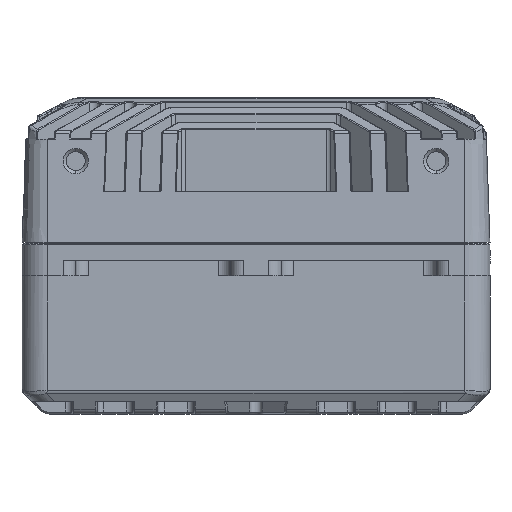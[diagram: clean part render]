
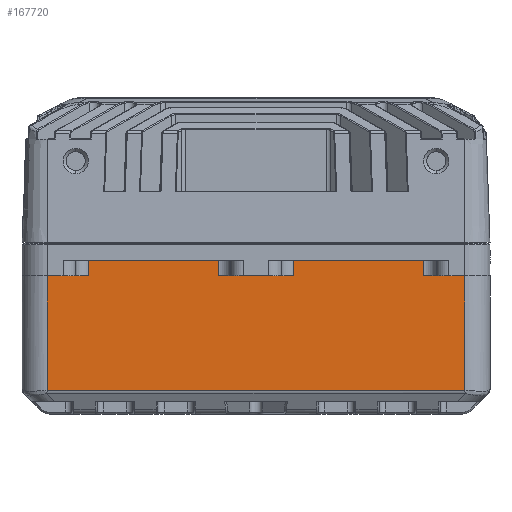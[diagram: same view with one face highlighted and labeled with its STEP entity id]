
A CAD part, left-side view. The second image highlights one B-rep face of the part: STEP entity #167720.
In plain terms, the highlighted planar face has unit normal (-1, 0, 0).
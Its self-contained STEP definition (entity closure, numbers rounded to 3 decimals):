
#145766=DIRECTION('',(0.,1.,0.));
#145767=VECTOR('',#145766,12.);
#145768=CARTESIAN_POINT('',(-17.,-6.,7.85));
#145769=LINE('',#145768,#145767);
#145839=DIRECTION('',(0.,1.,0.));
#145840=VECTOR('',#145839,6.498);
#145841=CARTESIAN_POINT('',(-17.,26.502,7.85));
#145842=LINE('',#145841,#145840);
#145875=DIRECTION('',(0.,1.,0.));
#145876=VECTOR('',#145875,6.5);
#145877=CARTESIAN_POINT('',(-17.,-33.,7.85));
#145878=LINE('',#145877,#145876);
#148926=CARTESIAN_POINT('',(-17.,-33.001,
-10.231));
#148980=DIRECTION('',(0.,0.,
-1.));
#148981=VECTOR('',#148980,18.081);
#148982=CARTESIAN_POINT('',(-17.,-33.,7.85));
#148983=LINE('',#148982,#148981);
#148987=DIRECTION('',(0.,-1.,0.));
#148988=VECTOR('',#148987,66.002);
#148989=CARTESIAN_POINT('',(-17.,33.001,
-10.231));
#148990=LINE('',#148989,#148988);
#148994=DIRECTION('',(0.,0.,1.));
#148995=VECTOR('',#148994,18.081);
#148996=CARTESIAN_POINT('',(-17.,33.001,
-10.231));
#148997=LINE('',#148996,#148995);
#149001=DIRECTION('',(0.,0.,1.));
#149002=VECTOR('',#149001,2.4);
#149003=CARTESIAN_POINT('',(-17.,26.502,7.85));
#149004=LINE('',#149003,#149002);
#149008=DIRECTION('',(0.,0.,1.));
#149009=VECTOR('',#149008,2.4);
#149010=CARTESIAN_POINT('',(-17.,6.,7.85));
#149011=LINE('',#149010,#149009);
#149015=DIRECTION('',(0.,0.,1.));
#149016=VECTOR('',#149015,2.4);
#149017=CARTESIAN_POINT('',(-17.,-6.,7.85));
#149018=LINE('',#149017,#149016);
#149022=DIRECTION('',(0.,0.,1.));
#149023=VECTOR('',#149022,2.4);
#149024=CARTESIAN_POINT('',(-17.,-26.5,7.85));
#149025=LINE('',#149024,#149023);
#149052=DIRECTION('',(0.,-1.,0.));
#149053=VECTOR('',#149052,20.502);
#149054=CARTESIAN_POINT('',(-17.,26.502,10.25));
#149055=LINE('',#149054,#149053);
#149082=DIRECTION('',(0.,-1.,0.));
#149083=VECTOR('',#149082,20.5);
#149084=CARTESIAN_POINT('',(-17.,-6.,10.25));
#149085=LINE('',#149084,#149083);
#158472=CARTESIAN_POINT('',(-17.,-6.,10.25));
#158474=VERTEX_POINT('',#158472);
#158475=CARTESIAN_POINT('',(-17.,6.,10.25));
#158477=VERTEX_POINT('',#158475);
#158506=VERTEX_POINT('',#148926);
#158513=CARTESIAN_POINT('',(-17.,33.001,
-10.231));
#158514=VERTEX_POINT('',#158513);
#158600=CARTESIAN_POINT('',(-17.,26.502,10.25));
#158602=VERTEX_POINT('',#158600);
#158603=CARTESIAN_POINT('',(-17.,-26.5,10.25));
#158605=VERTEX_POINT('',#158603);
#158947=CARTESIAN_POINT('',(-17.,-6.,7.85));
#158948=VERTEX_POINT('',#158947);
#158953=CARTESIAN_POINT('',(-17.,6.,7.85));
#158954=VERTEX_POINT('',#158953);
#158973=CARTESIAN_POINT('',(-17.,-33.,7.85));
#158974=VERTEX_POINT('',#158973);
#158976=CARTESIAN_POINT('',(-17.,33.,7.85));
#158978=VERTEX_POINT('',#158976);
#158995=CARTESIAN_POINT('',(-17.,26.502,7.85));
#158996=VERTEX_POINT('',#158995);
#159001=CARTESIAN_POINT('',(-17.,-26.5,7.85));
#159002=VERTEX_POINT('',#159001);
#167695=CARTESIAN_POINT('',(-17.,37.,6.25));
#167696=DIRECTION('',(1.,0.,0.));
#167697=DIRECTION('',(0.,-1.,0.));
#167698=AXIS2_PLACEMENT_3D('',#167695,#167696,#167697);
#167699=PLANE('',#167698);
#167700=ORIENTED_EDGE('',*,*,#167686,.T.);
#167701=ORIENTED_EDGE('',*,*,#167620,.F.);
#167702=ORIENTED_EDGE('',*,*,#167551,.T.);
#167703=ORIENTED_EDGE('',*,*,#165178,.F.);
#167705=ORIENTED_EDGE('',*,*,#167704,.T.);
#167707=ORIENTED_EDGE('',*,*,#167706,.T.);
#167709=ORIENTED_EDGE('',*,*,#167708,.F.);
#167710=ORIENTED_EDGE('',*,*,#165095,.F.);
#167712=ORIENTED_EDGE('',*,*,#167711,.T.);
#167714=ORIENTED_EDGE('',*,*,#167713,.T.);
#167716=ORIENTED_EDGE('',*,*,#167715,.F.);
#167717=ORIENTED_EDGE('',*,*,#165211,.F.);
#167718=EDGE_LOOP('',(#167700,#167701,#167702,#167703,#167705,#167707,#167709,
#167710,#167712,#167714,#167716,#167717));
#167719=FACE_OUTER_BOUND('',#167718,.F.);
#167720=ADVANCED_FACE('',(#167719),#167699,.F.);
#165095=EDGE_CURVE('',#158948,#158954,#145769,.T.);
#165178=EDGE_CURVE('',#158996,#158978,#145842,.T.);
#165211=EDGE_CURVE('',#158974,#159002,#145878,.T.);
#167551=EDGE_CURVE('',#158514,#158978,#148997,.T.);
#167620=EDGE_CURVE('',#158514,#158506,#148990,.T.);
#167686=EDGE_CURVE('',#158974,#158506,#148983,.T.);
#167704=EDGE_CURVE('',#158996,#158602,#149004,.T.);
#167706=EDGE_CURVE('',#158602,#158477,#149055,.T.);
#167708=EDGE_CURVE('',#158954,#158477,#149011,.T.);
#167711=EDGE_CURVE('',#158948,#158474,#149018,.T.);
#167713=EDGE_CURVE('',#158474,#158605,#149085,.T.);
#167715=EDGE_CURVE('',#159002,#158605,#149025,.T.);
